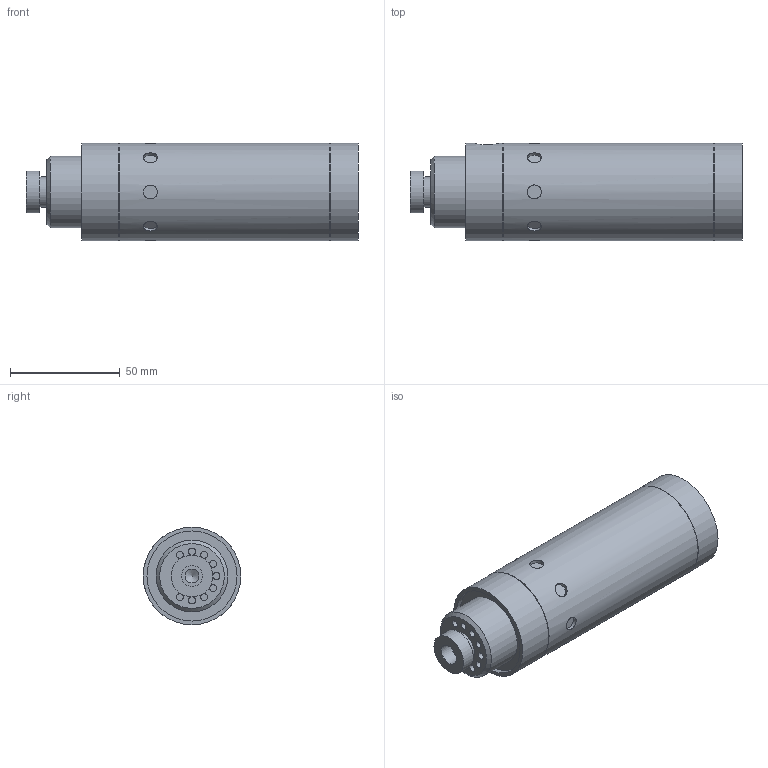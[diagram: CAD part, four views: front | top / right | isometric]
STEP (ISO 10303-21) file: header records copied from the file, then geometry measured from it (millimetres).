
FILE_DESCRIPTION(/* description */ (''),/* implementation_level */ '2;1');
FILE_NAME(/* name */ 'Small NEMA 4or4X CC.stp',/* time_stamp */ '2015-02-13T10:30:55-05:00',/* author */ ('ryan longshore'),/* organization */ (''),/* preprocessor_version */ 'ST-DEVELOPER v15.2',/* originating_system */ 'Autodesk Inventor 2014',/* authorisation */ '');
FILE_SCHEMA (('AUTOMOTIVE_DESIGN { 1 0 10303 214 3 1 1 }'));
Length unit declared in the file: inch
Products named in the file (2): Part2; Assembly1
Bounding box: 151.3 x 44.45 x 44.45 mm (x, y, z)
Volume: 206057.3 mm3; surface area: 27233.4 mm2
Topology: 1 solids, 1 shells, 60 faces, 105 edges, 72 vertices
Faces by surface type: plane 29, cylinder 28, cone 3
Full cylindrical faces by diameter (mm): 3.175 x9, 6.35 x9, 9.525 x1, 13.891 x1, 19.05 x1, 32.69 x1, 41.021 x1, 42.131 x1, 42.757 x1, 44.45 x3
Entity records: 1506 total; most frequent: CARTESIAN_POINT 478, DIRECTION 226, EDGE_LOOP 118, ORIENTED_EDGE 118, AXIS2_PLACEMENT_3D 113, FACE_BOUND 65, ADVANCED_FACE 60, VERTEX_POINT 59
